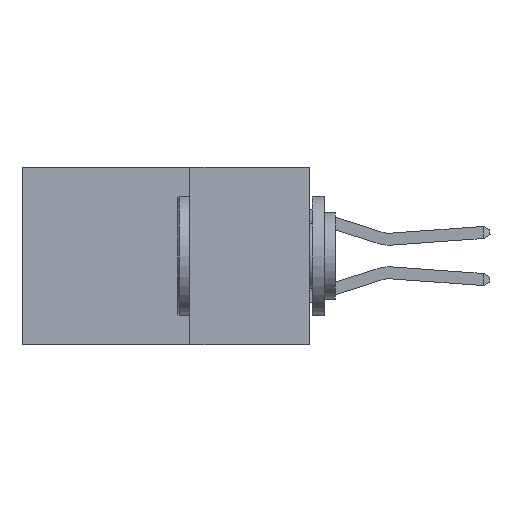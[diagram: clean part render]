
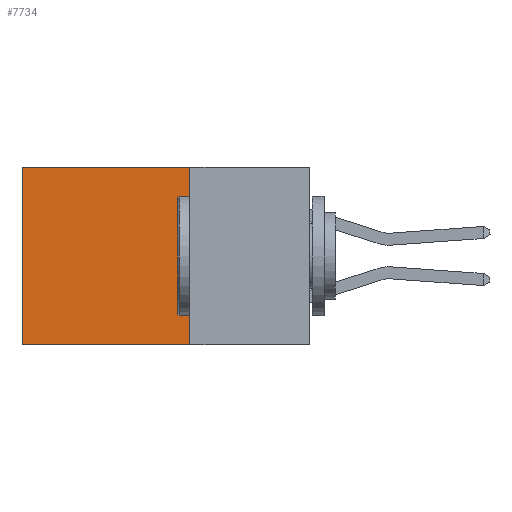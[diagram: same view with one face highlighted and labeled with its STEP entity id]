
A CAD part, left-side view. The second image highlights one B-rep face of the part: STEP entity #7734.
In plain terms, the highlighted planar face has unit normal (-1, 0, 0).
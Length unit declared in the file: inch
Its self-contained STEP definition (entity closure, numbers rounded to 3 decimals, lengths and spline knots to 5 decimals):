
#1389 = VECTOR ( 'NONE', #23482, 39.37008 ) ;
#2321 = FACE_OUTER_BOUND ( 'NONE', #19200, .T. ) ;
#2424 = VECTOR ( 'NONE', #19557, 39.37008 ) ;
#3842 = ORIENTED_EDGE ( 'NONE', *, *, #24546, .T. ) ;
#4416 = DIRECTION ( 'NONE',  ( 1., 0., 0. ) ) ;
#4531 = AXIS2_PLACEMENT_3D ( 'NONE', #6660, #4416, #26229 ) ;
#4596 = LINE ( 'NONE', #7818, #7329 ) ;
#5741 = ORIENTED_EDGE ( 'NONE', *, *, #12456, .F. ) ;
#5831 = CARTESIAN_POINT ( 'NONE',  ( 0.2615, 0.6, -0.37 ) ) ;
#6660 = CARTESIAN_POINT ( 'NONE',  ( 0.2615, 0.25, -0.37 ) ) ;
#7329 = VECTOR ( 'NONE', #20770, 39.37008 ) ;
#7702 = ORIENTED_EDGE ( 'NONE', *, *, #21800, .F. ) ;
#7734 = ADVANCED_FACE ( 'NONE', ( #2321 ), #23695, .F. ) ;
#7818 = CARTESIAN_POINT ( 'NONE',  ( 0.2615, 0.6, -0.37 ) ) ;
#10131 = LINE ( 'NONE', #14364, #25219 ) ;
#10554 = VERTEX_POINT ( 'NONE', #26144 ) ;
#10954 = LINE ( 'NONE', #11472, #2424 ) ;
#11472 = CARTESIAN_POINT ( 'NONE',  ( 0.2615, 0.25, 0. ) ) ;
#12456 = EDGE_CURVE ( 'NONE', #16026, #10554, #16993, .T. ) ;
#14364 = CARTESIAN_POINT ( 'NONE',  ( 0.2615, 0.25, -0.37 ) ) ;
#14555 = VERTEX_POINT ( 'NONE', #5831 ) ;
#15911 = ORIENTED_EDGE ( 'NONE', *, *, #20877, .T. ) ;
#16026 = VERTEX_POINT ( 'NONE', #21352 ) ;
#16993 = LINE ( 'NONE', #25594, #1389 ) ;
#18867 = DIRECTION ( 'NONE',  ( 0., 1., 0. ) ) ;
#19200 = EDGE_LOOP ( 'NONE', ( #3842, #7702, #5741, #15911 ) ) ;
#19557 = DIRECTION ( 'NONE',  ( 0., 1., 0. ) ) ;
#20770 = DIRECTION ( 'NONE',  ( 0., 0., -1. ) ) ;
#20877 = EDGE_CURVE ( 'NONE', #16026, #22597, #10954, .T. ) ;
#21352 = CARTESIAN_POINT ( 'NONE',  ( 0.2615, 0.25, 0. ) ) ;
#21800 = EDGE_CURVE ( 'NONE', #10554, #14555, #10131, .T. ) ;
#22597 = VERTEX_POINT ( 'NONE', #26433 ) ;
#23482 = DIRECTION ( 'NONE',  ( 0., 0., -1. ) ) ;
#23695 = PLANE ( 'NONE',  #4531 ) ;
#24546 = EDGE_CURVE ( 'NONE', #22597, #14555, #4596, .T. ) ;
#25219 = VECTOR ( 'NONE', #18867, 39.37008 ) ;
#25594 = CARTESIAN_POINT ( 'NONE',  ( 0.2615, 0.25, -0.37 ) ) ;
#26144 = CARTESIAN_POINT ( 'NONE',  ( 0.2615, 0.25, -0.37 ) ) ;
#26229 = DIRECTION ( 'NONE',  ( 0., 0., -1. ) ) ;
#26433 = CARTESIAN_POINT ( 'NONE',  ( 0.2615, 0.6, 0. ) ) ;
